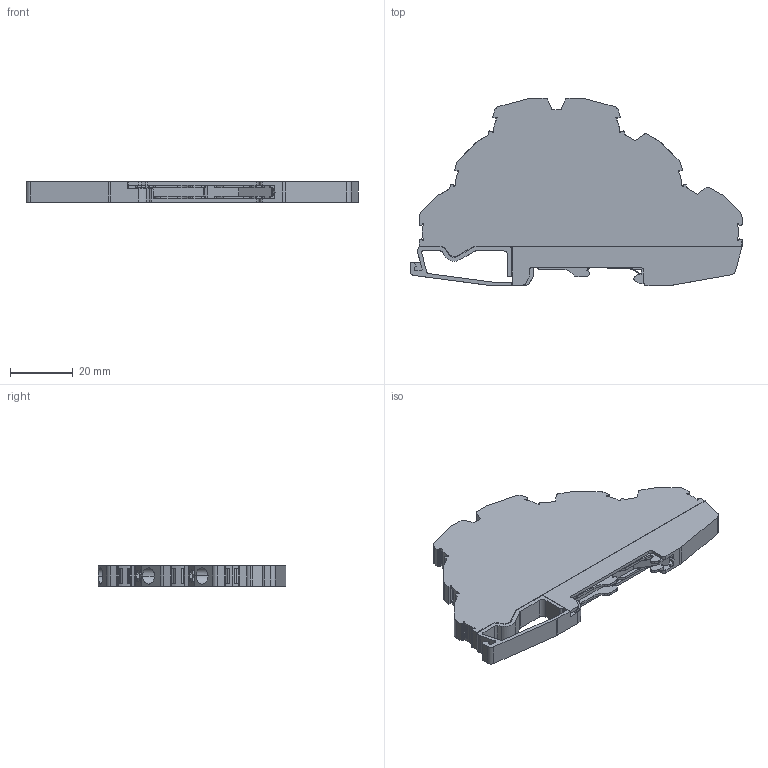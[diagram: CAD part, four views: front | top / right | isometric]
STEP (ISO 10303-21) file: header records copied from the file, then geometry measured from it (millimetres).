
FILE_DESCRIPTION (( 'STEP AP203' ), '1' );
FILE_NAME ('OPK 4 - 3 Katlý Topraklamalý Klemens.STEP', '2019-12-27T06:01:45', ( '' ), ( '' ), 'SwSTEP 2.0', 'SolidWorks 2011', '' );
FILE_SCHEMA (( 'CONFIG_CONTROL_DESIGN' ));
Length unit declared in the file: millimetre
Products named in the file (1): OPK 4 - 3 Katlý Topraklamalý Klemens
Bounding box: 106 x 60 x 6.7 mm (x, y, z)
Volume: 26736.9 mm3; surface area: 13129.4 mm2
Topology: 1 solids, 2 shells, 705 faces, 2088 edges, 1390 vertices
Faces by surface type: plane 443, cylinder 257, bspline 3, cone 2
Entity records: 23800 total; most frequent: CARTESIAN_POINT 4386, ORIENTED_EDGE 4176, DIRECTION 3975, EDGE_CURVE 2088, LINE 1517, VECTOR 1517, VERTEX_POINT 1390, AXIS2_PLACEMENT_3D 1229
